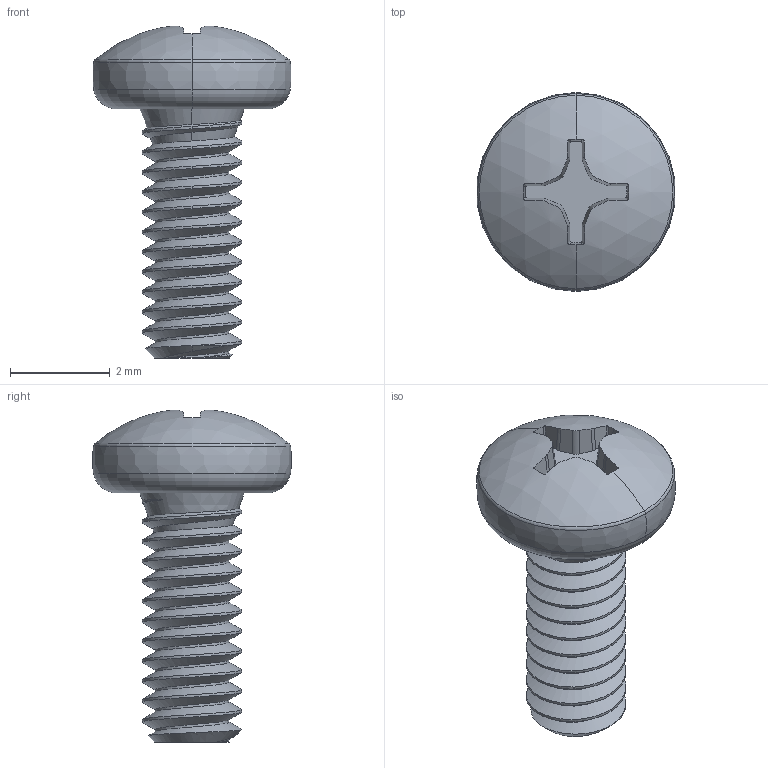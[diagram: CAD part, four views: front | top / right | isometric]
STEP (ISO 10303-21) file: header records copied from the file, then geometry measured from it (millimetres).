
FILE_DESCRIPTION (( 'STEP AP203' ), '1' );
FILE_NAME ('92000A012_Passivated 18-8 Stainless Steel Pan Head Phillips Screws.STEP', '2026-01-08T09:16:38', ( 'McMaster Carr Supply' ), ( 'McMaster Carr Supply' ), 'SwSTEP 2.0', 'SolidWorks 2024', '' );
FILE_SCHEMA (( 'CONFIG_CONTROL_DESIGN' ));
Length unit declared in the file: millimetre
Products named in the file (1): 92000A012_Passivated 18-8 Stainless Steel Pan Head Phillips Screws
Bounding box: 3.97 x 3.99 x 6.66 mm (x, y, z)
Volume: 27.7 mm3; surface area: 83.2 mm2
Topology: 1 solids, 1 shells, 95 faces, 258 edges, 166 vertices
Faces by surface type: cylinder 36, plane 20, bspline 17, cone 14, torus 6, sphere 2
Entity records: 4919 total; most frequent: CARTESIAN_POINT 2788, ORIENTED_EDGE 516, DIRECTION 341, EDGE_CURVE 258, VERTEX_POINT 166, AXIS2_PLACEMENT_3D 130, EDGE_LOOP 96, FACE_OUTER_BOUND 95
